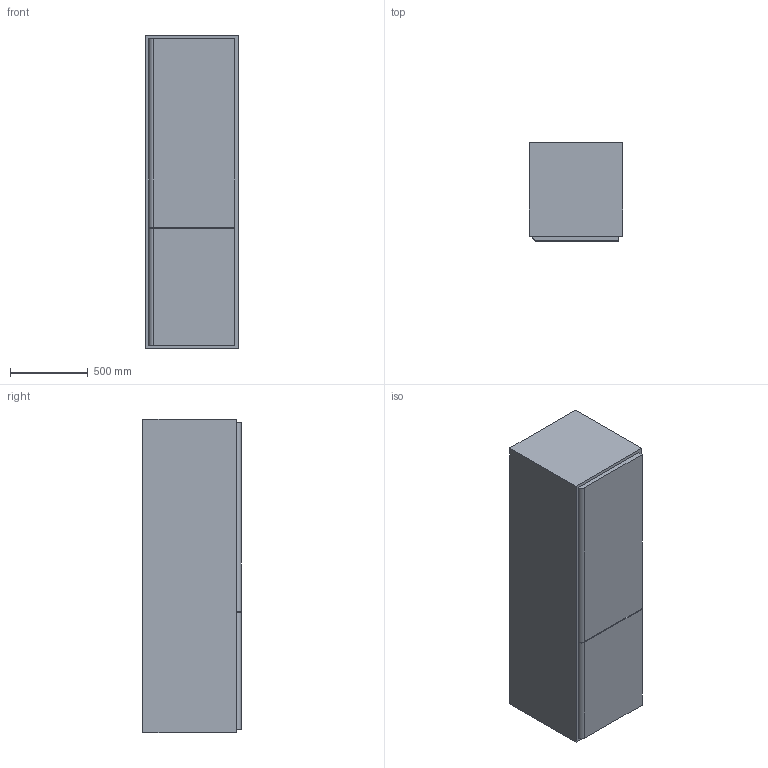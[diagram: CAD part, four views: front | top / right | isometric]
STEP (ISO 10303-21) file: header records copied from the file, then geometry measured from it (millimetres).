
FILE_DESCRIPTION(('FreeCAD Model'),'2;1');
FILE_NAME('Fridge_600x600x2000mm.step','2019-11-16T09:08:00',('Author'),(''), 'Open CASCADE STEP processor 7.3','FreeCAD','Unknown');
FILE_SCHEMA(('AUTOMOTIVE_DESIGN { 1 0 10303 214 1 1 1 1 }'));
Length unit declared in the file: millimetre
Products named in the file (1): Fridge_600x600x2000mm
Bounding box: 597 x 630 x 2011 mm (x, y, z)
Volume: 752391737 mm3; surface area: 5689406.4 mm2
Topology: 1 solids, 1 shells, 18 faces, 42 edges, 28 vertices
Faces by surface type: plane 16, cylinder 2
Entity records: 1083 total; most frequent: CARTESIAN_POINT 185, DIRECTION 166, LINE 118, VECTOR 118, ORIENTED_EDGE 84, PCURVE 84, DEFINITIONAL_REPRESENTATION 84, EDGE_CURVE 42
